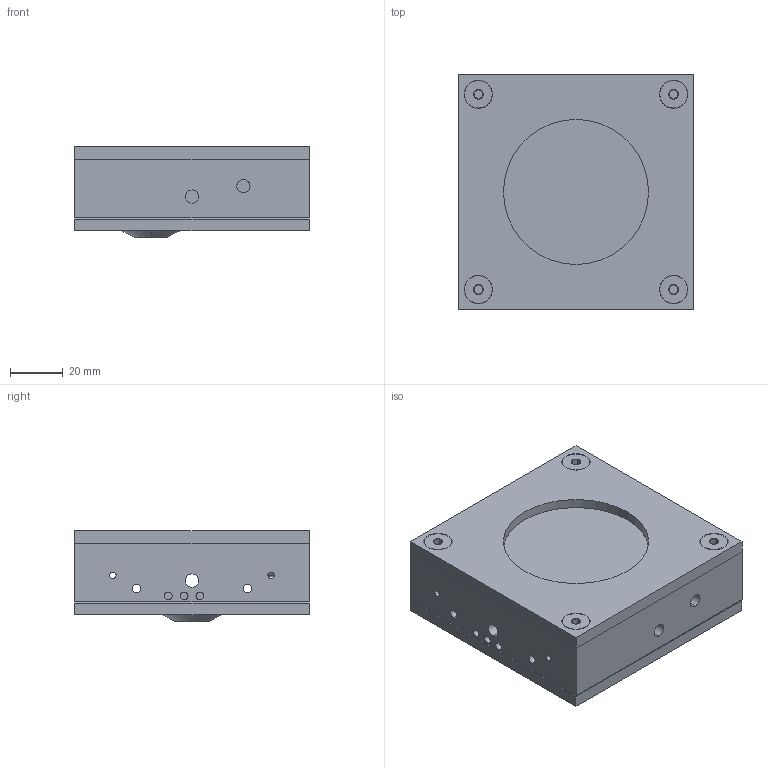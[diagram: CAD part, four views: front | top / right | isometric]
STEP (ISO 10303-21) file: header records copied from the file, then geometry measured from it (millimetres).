
FILE_DESCRIPTION (( 'STEP AP214' ), '1' );
FILE_NAME ('SK-9756 UP55N-50S-VR.STEP', '2017-11-13T16:58:41', ( '' ), ( '' ), 'SwSTEP 2.0', 'SolidWorks 2016', '' );
FILE_SCHEMA (( 'AUTOMOTIVE_DESIGN' ));
Length unit declared in the file: millimetre
Products named in the file (1): SK-9756 UP55N-50S-VR
Bounding box: 89 x 89 x 34.53 mm (x, y, z)
Surface area: 42014.9 mm2 (no closed solid volume)
Topology: 0 solids, 14 shells, 765 faces, 2180 edges, 1436 vertices
Faces by surface type: cylinder 614, cone 74, plane 61, torus 8, bspline 8
Entity records: 49819 total; most frequent: CARTESIAN_POINT 24800, ORIENTED_EDGE 4264, DIRECTION 2724, EDGE_CURVE 2180, VERTEX_POINT 1436, AXIS2_PLACEMENT_3D 988, EDGE_LOOP 801, UNCERTAINTY_MEASURE_WITH_UNIT 771
